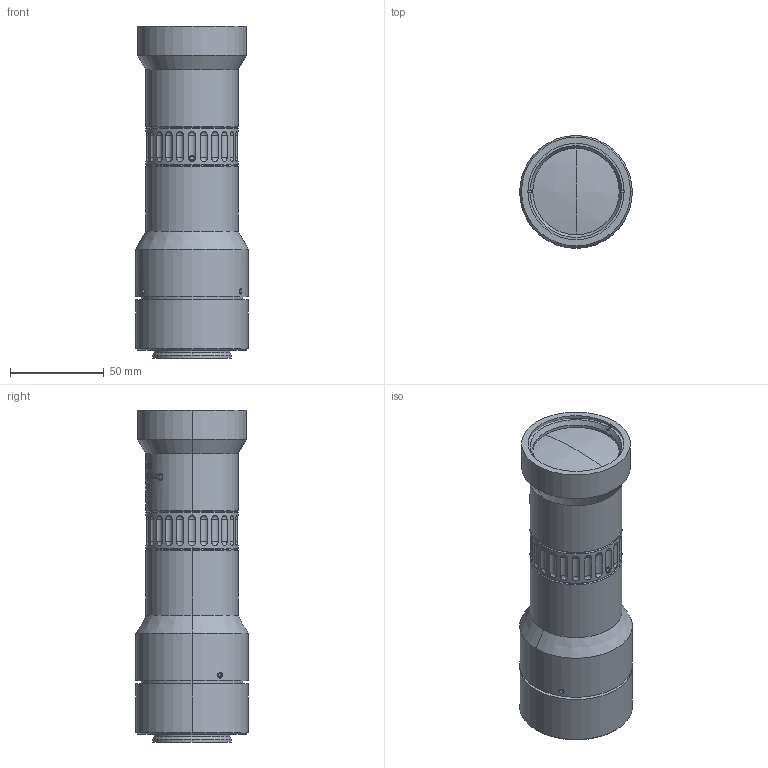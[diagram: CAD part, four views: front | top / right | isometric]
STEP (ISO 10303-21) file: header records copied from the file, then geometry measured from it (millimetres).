
FILE_DESCRIPTION (( 'STEP AP203' ), '1' );
FILE_NAME ('S5LPJ7201_M42_01.STEP', '2022-03-01T12:33:04', ( '' ), ( '' ), 'SwSTEP 2.0', 'SolidWorks 2021', '' );
FILE_SCHEMA (( 'CONFIG_CONTROL_DESIGN' ));
Length unit declared in the file: millimetre
Products named in the file (12): 558304; 558305_mit R„ndel; 558307; DIN 913 - M3 x 3-N_DIN 913 - M3 x 3-N; 558302; DIN EN ISO 2009 - M2 x 10 - 10N_DIN EN ISO 2009 - M2 x 10 - 10N; 558303_S5LPJ7201_M42; S5LPJ7201_M42_01; 558306; S5LDX7200; 079809; DIN 913 - M3 x 4-N_DIN 913 - M3 x 4-N
Assembly tree (20 placements, depth 2):
  S5LPJ7201_M42_01
    S5LDX7200  x2
    079809
    558302
    558303_S5LPJ7201_M42
    558304
    558305_mit R„ndel
    558306
    558307  x2
    DIN 913 - M3 x 3-N_DIN 913 - M3 x 3-N  x3
    DIN 913 - M3 x 4-N_DIN 913 - M3 x 4-N  x4
    DIN EN ISO 2009 - M2 x 10 - 10N_DIN EN ISO 2009 - M2 x 10 - 10N  x3
Bounding box: 60 x 60 x 176.75 mm (x, y, z)
Volume: 167605.3 mm3; surface area: 92583.3 mm2
Topology: 20 solids, 20 shells, 1155 faces, 2951 edges, 1893 vertices
Faces by surface type: bspline 352, plane 336, cylinder 260, cone 121, sphere 56, torus 30
Entity records: 68408 total; most frequent: CARTESIAN_POINT 45145, ORIENTED_EDGE 5122, DIRECTION 3404, EDGE_CURVE 2561, VERTEX_POINT 1662, AXIS2_PLACEMENT_3D 1355, B_SPLINE_CURVE_WITH_KNOTS 1207, EDGE_LOOP 1163
